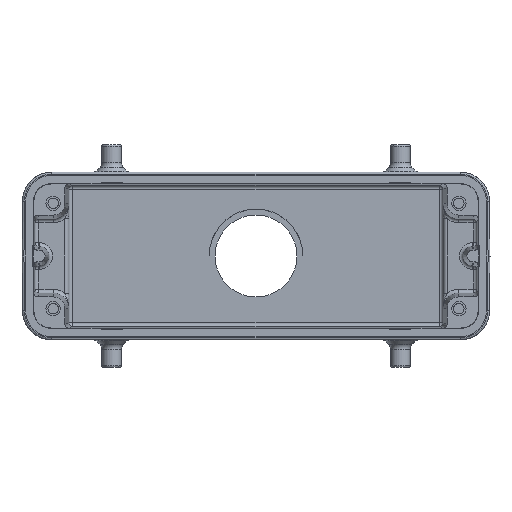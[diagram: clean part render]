
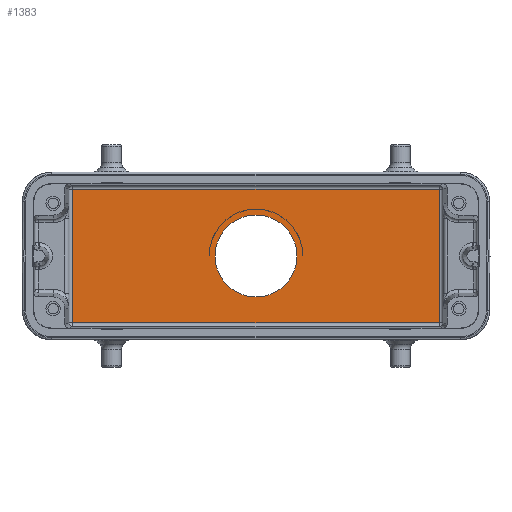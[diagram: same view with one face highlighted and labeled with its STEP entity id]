
A CAD part, front view. The second image highlights one B-rep face of the part: STEP entity #1383.
In plain terms, the highlighted planar face has unit normal (0, -1, 0).
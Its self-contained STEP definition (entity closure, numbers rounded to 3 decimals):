
#667=CIRCLE('',#7505,12.);
#670=CIRCLE('',#7510,12.);
#914=CIRCLE('',#8062,10.5);
#915=CIRCLE('',#8064,10.5);
#999=FACE_BOUND('',#2424,.T.);
#1000=FACE_BOUND('',#2425,.T.);
#1001=FACE_BOUND('',#2426,.T.);
#1383=ADVANCED_FACE('',(#999,#1000,#1001),#1608,.F.);
#1608=PLANE('',#8065);
#2424=EDGE_LOOP('',(#4295,#4296));
#2425=EDGE_LOOP('',(#4297,#4298));
#2426=EDGE_LOOP('',(#4299,#4300,#4301,#4302));
#4295=ORIENTED_EDGE('',*,*,#5315,.T.);
#4296=ORIENTED_EDGE('',*,*,#5319,.F.);
#4297=ORIENTED_EDGE('',*,*,#6111,.T.);
#4298=ORIENTED_EDGE('',*,*,#6112,.T.);
#4299=ORIENTED_EDGE('',*,*,#5914,.T.);
#4300=ORIENTED_EDGE('',*,*,#5907,.F.);
#4301=ORIENTED_EDGE('',*,*,#5902,.F.);
#4302=ORIENTED_EDGE('',*,*,#6107,.T.);
#4624=VERTEX_POINT('',#10492);
#4626=VERTEX_POINT('',#10495);
#5007=VERTEX_POINT('',#12191);
#5008=VERTEX_POINT('',#12192);
#5010=VERTEX_POINT('',#12201);
#5011=VERTEX_POINT('',#12207);
#5117=VERTEX_POINT('',#12970);
#5120=VERTEX_POINT('',#12975);
#5315=EDGE_CURVE('',#4626,#4624,#667,.T.);
#5319=EDGE_CURVE('',#4626,#4624,#670,.T.);
#5902=EDGE_CURVE('',#5007,#5008,#6660,.T.);
#5907=EDGE_CURVE('',#5008,#5010,#6662,.T.);
#5914=EDGE_CURVE('',#5011,#5010,#6664,.T.);
#6107=EDGE_CURVE('',#5007,#5011,#6776,.T.);
#6111=EDGE_CURVE('',#5117,#5120,#914,.T.);
#6112=EDGE_CURVE('',#5120,#5117,#915,.T.);
#6660=LINE('',#12190,#7280);
#6662=LINE('',#12200,#7282);
#6664=LINE('',#12214,#7284);
#6776=LINE('',#12967,#7396);
#7280=VECTOR('',#9573,1.);
#7282=VECTOR('',#9585,1.);
#7284=VECTOR('',#9603,1.);
#7396=VECTOR('',#9963,1.);
#7505=AXIS2_PLACEMENT_3D('',#10494,#8407,#8408);
#7510=AXIS2_PLACEMENT_3D('',#10505,#8417,#8418);
#8062=AXIS2_PLACEMENT_3D('',#12976,#9970,#9971);
#8064=AXIS2_PLACEMENT_3D('',#12978,#9974,#9975);
#8065=AXIS2_PLACEMENT_3D('',#12979,#9976,#9977);
#8407=DIRECTION('',(0.,-1.,0.));
#8408=DIRECTION('',(1.,0.,0.003));
#8417=DIRECTION('',(0.,-1.,0.));
#8418=DIRECTION('',(1.,0.,-0.001));
#9573=DIRECTION('',(1.,0.,0.));
#9585=DIRECTION('',(0.,0.,-1.));
#9603=DIRECTION('',(1.,0.,0.));
#9963=DIRECTION('',(0.,0.,-1.));
#9970=DIRECTION('',(0.,1.,0.));
#9971=DIRECTION('',(-1.,0.,0.));
#9974=DIRECTION('',(0.,1.,0.));
#9975=DIRECTION('',(1.,0.,0.));
#9976=DIRECTION('',(0.,1.,0.));
#9977=DIRECTION('',(1.,0.,0.));
#10492=CARTESIAN_POINT('',(-12.,52.,0.03));
#10494=CARTESIAN_POINT('',(0.,52.,0.));
#10495=CARTESIAN_POINT('',(12.,52.,0.03));
#10505=CARTESIAN_POINT('',(0.,52.,0.049));
#12190=CARTESIAN_POINT('',(-47.,52.,17.135));
#12191=CARTESIAN_POINT('',(-47.,52.,17.135));
#12192=CARTESIAN_POINT('',(47.,52.,17.135));
#12200=CARTESIAN_POINT('',(47.,52.,17.135));
#12201=CARTESIAN_POINT('',(47.,52.,-17.135));
#12207=CARTESIAN_POINT('',(-47.,52.,-17.135));
#12214=CARTESIAN_POINT('',(-47.,52.,-17.135));
#12967=CARTESIAN_POINT('',(-47.,52.,17.135));
#12970=CARTESIAN_POINT('',(-10.5,52.,0.));
#12975=CARTESIAN_POINT('',(10.5,52.,0.));
#12976=CARTESIAN_POINT('',(0.,52.,0.));
#12978=CARTESIAN_POINT('',(0.,52.,0.));
#12979=CARTESIAN_POINT('',(57.,52.,-18.5));
